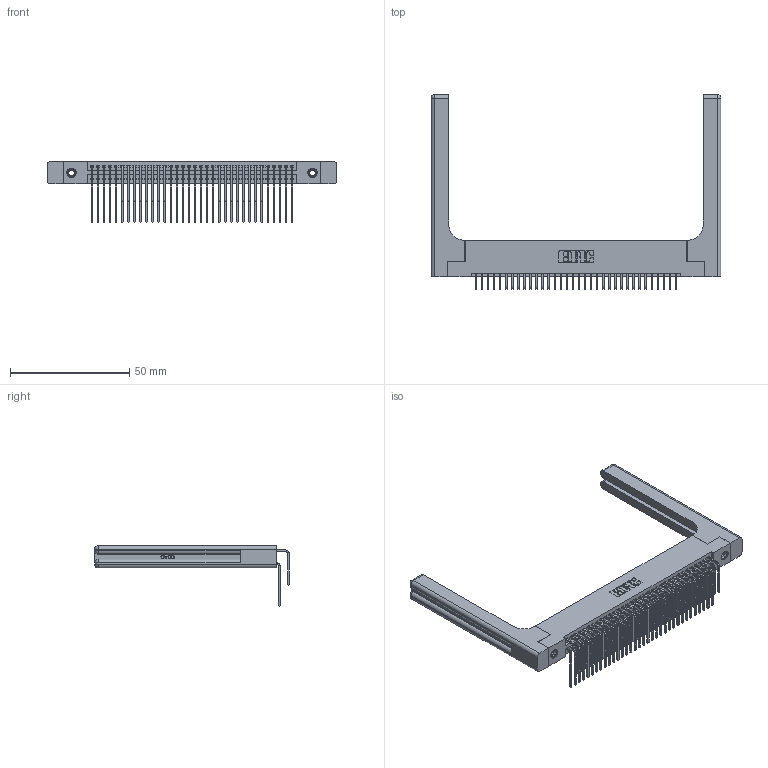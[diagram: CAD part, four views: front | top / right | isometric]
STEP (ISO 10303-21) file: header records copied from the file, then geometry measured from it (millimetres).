
FILE_DESCRIPTION (( 'STEP AP203' ), '1' );
FILE_NAME ('345-068-559-258.STEP', '2019-10-30T23:07:07', ( '' ), ( '' ), 'SwSTEP 2.0', 'SolidWorks 2016', '' );
FILE_SCHEMA (( 'CONFIG_CONTROL_DESIGN' ));
Length unit declared in the file: inch
Products named in the file (6): 345-250-001_345-250-001-102; 345-220-058_345-220-058; 345-068-559-258; 345-292-001_558 559 Tail - 1; 345 Part_Flush Mounting Lugs - 0.156 Dia-TH; 345-292-001_559 Tail - 2
Assembly tree (73 placements, depth 2):
  345-068-559-258
    345 Part_Flush Mounting Lugs - 0.156 Dia-TH
    345-292-001_558 559 Tail - 1  x34
    345-292-001_559 Tail - 2  x34
    345-250-001_345-250-001-102  x2
    345-220-058_345-220-058  x2
Bounding box: 121.39 x 81.52 x 25.53 mm (x, y, z)
Volume: 20584.7 mm3; surface area: 24648.6 mm2
Topology: 73 solids, 73 shells, 3918 faces, 11547 edges, 7586 vertices
Faces by surface type: plane 2608, cylinder 1250, bspline 36, cone 12, sphere 8, torus 4
Entity records: 34588 total; most frequent: CARTESIAN_POINT 6844, ORIENTED_EDGE 5524, DIRECTION 4950, EDGE_CURVE 2762, LINE 2362, VECTOR 2362, VERTEX_POINT 1830, AXIS2_PLACEMENT_3D 1294
